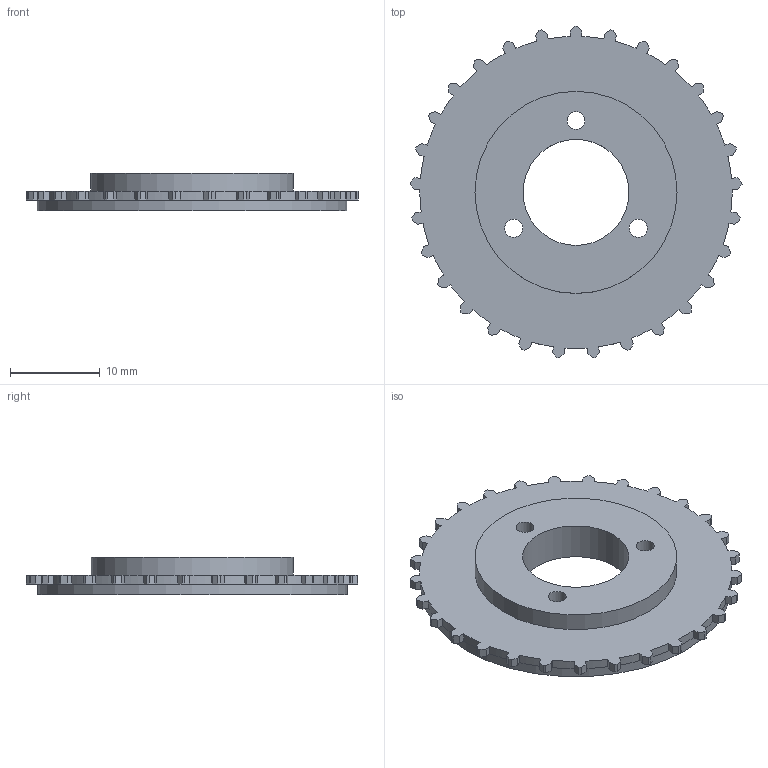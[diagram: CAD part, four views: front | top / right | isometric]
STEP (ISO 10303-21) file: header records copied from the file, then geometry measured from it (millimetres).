
FILE_DESCRIPTION(/* description */ ('Alibre Inc.'),/* implementation_level */ '2;1');
FILE_NAME(/* name */ 'export0',/* time_stamp */ '2015-07-11T14:24:13+12:00',/* author */ (''),/* organization */ (''),/* preprocessor_version */ 'ST-DEVELOPER v14',/* originating_system */ 'Alibre',/* authorisation */ '');
FILE_SCHEMA (('CONFIG_CONTROL_DESIGN'));
Length unit declared in the file: centimetre
Products named in the file (1): ID_1
Bounding box: 36.96 x 36.91 x 4.2 mm (x, y, z)
Volume: 2401.8 mm3; surface area: 2394.3 mm2
Topology: 1 solids, 1 shells, 184 faces, 540 edges, 360 vertices
Faces by surface type: plane 149, cylinder 35
Full cylindrical faces by diameter (mm): 2 x3, 11.8 x1, 22.5 x1, 34.5 x1
Entity records: 5556 total; most frequent: ORIENTED_EDGE 1068, CARTESIAN_POINT 994, DIRECTION 655, EDGE_CURVE 534, VECTOR 464, LINE 464, VERTEX_POINT 360, EDGE_LOOP 200
